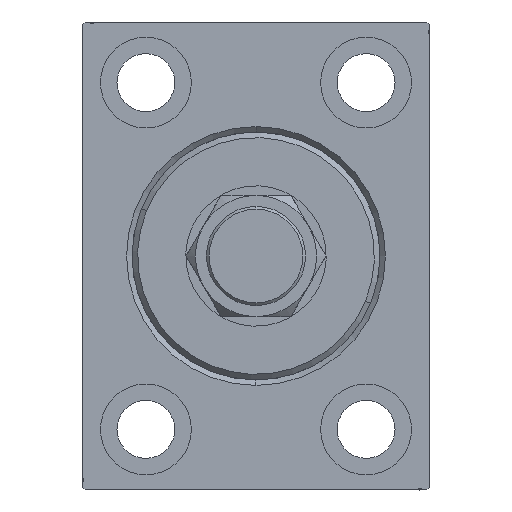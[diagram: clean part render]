
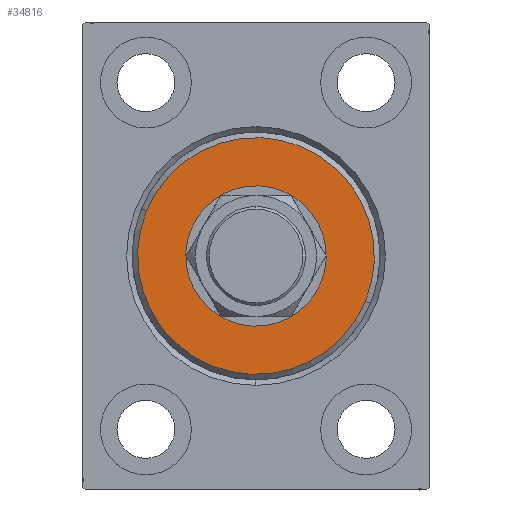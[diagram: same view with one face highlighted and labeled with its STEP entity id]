
A CAD part, left-side view. The second image highlights one B-rep face of the part: STEP entity #34816.
In plain terms, the highlighted face is planar.
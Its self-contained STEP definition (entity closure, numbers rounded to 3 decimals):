
#336 = CARTESIAN_POINT ( 'NONE',  ( 3., 0., 0. ) ) ;
#1276 = ORIENTED_EDGE ( 'NONE', *, *, #40788, .T. ) ;
#1639 = CARTESIAN_POINT ( 'NONE',  ( 3., 0., -12.75 ) ) ;
#2635 = FACE_BOUND ( 'NONE', #29731, .T. ) ;
#2854 = FACE_OUTER_BOUND ( 'NONE', #44976, .T. ) ;
#3695 = ORIENTED_EDGE ( 'NONE', *, *, #22302, .T. ) ;
#4217 = DIRECTION ( 'NONE',  ( -1., 0., 0. ) ) ;
#6708 = EDGE_CURVE ( 'NONE', #38147, #17412, #31660, .T. ) ;
#7560 = AXIS2_PLACEMENT_3D ( 'NONE', #15212, #4217, #18894 ) ;
#8298 = CIRCLE ( 'NONE', #27325, 12.75 ) ;
#8705 = EDGE_CURVE ( 'NONE', #38036, #26941, #8298, .T. ) ;
#9805 = DIRECTION ( 'NONE',  ( 0., 0., -1. ) ) ;
#11565 = PLANE ( 'NONE',  #36836 ) ;
#11890 = AXIS2_PLACEMENT_3D ( 'NONE', #25539, #12035, #28784 ) ;
#12035 = DIRECTION ( 'NONE',  ( 1., 0., 0. ) ) ;
#13082 = CARTESIAN_POINT ( 'NONE',  ( 3., 0., 21.5 ) ) ;
#15212 = CARTESIAN_POINT ( 'NONE',  ( 3., 0., 0. ) ) ;
#16058 = DIRECTION ( 'NONE',  ( -1., 0., 0. ) ) ;
#17412 = VERTEX_POINT ( 'NONE', #33223 ) ;
#18456 = DIRECTION ( 'NONE',  ( 0., 0., -1. ) ) ;
#18894 = DIRECTION ( 'NONE',  ( 0., 0., -1. ) ) ;
#19843 = ORIENTED_EDGE ( 'NONE', *, *, #6708, .T. ) ;
#22302 = EDGE_CURVE ( 'NONE', #17412, #38147, #22472, .T. ) ;
#22472 = CIRCLE ( 'NONE', #26104, 21.5 ) ;
#25539 = CARTESIAN_POINT ( 'NONE',  ( 3., 0., 0. ) ) ;
#26104 = AXIS2_PLACEMENT_3D ( 'NONE', #28367, #34601, #9805 ) ;
#26464 = ORIENTED_EDGE ( 'NONE', *, *, #8705, .T. ) ;
#26941 = VERTEX_POINT ( 'NONE', #27655 ) ;
#27310 = CIRCLE ( 'NONE', #7560, 12.75 ) ;
#27325 = AXIS2_PLACEMENT_3D ( 'NONE', #43853, #16058, #30050 ) ;
#27655 = CARTESIAN_POINT ( 'NONE',  ( 3., 0., 12.75 ) ) ;
#28367 = CARTESIAN_POINT ( 'NONE',  ( 3., 0., 0. ) ) ;
#28784 = DIRECTION ( 'NONE',  ( 0., 0., -1. ) ) ;
#29731 = EDGE_LOOP ( 'NONE', ( #1276, #26464 ) ) ;
#30050 = DIRECTION ( 'NONE',  ( 0., 0., -1. ) ) ;
#31660 = CIRCLE ( 'NONE', #11890, 21.5 ) ;
#33223 = CARTESIAN_POINT ( 'NONE',  ( 3., 0., -21.5 ) ) ;
#34601 = DIRECTION ( 'NONE',  ( 1., 0., 0. ) ) ;
#34816 = ADVANCED_FACE ( 'NONE', ( #2854, #2635 ), #11565, .T. ) ;
#35457 = DIRECTION ( 'NONE',  ( 1., 0., 0. ) ) ;
#36836 = AXIS2_PLACEMENT_3D ( 'NONE', #336, #35457, #18456 ) ;
#38036 = VERTEX_POINT ( 'NONE', #1639 ) ;
#38147 = VERTEX_POINT ( 'NONE', #13082 ) ;
#40788 = EDGE_CURVE ( 'NONE', #26941, #38036, #27310, .T. ) ;
#43853 = CARTESIAN_POINT ( 'NONE',  ( 3., 0., 0. ) ) ;
#44976 = EDGE_LOOP ( 'NONE', ( #19843, #3695 ) ) ;
